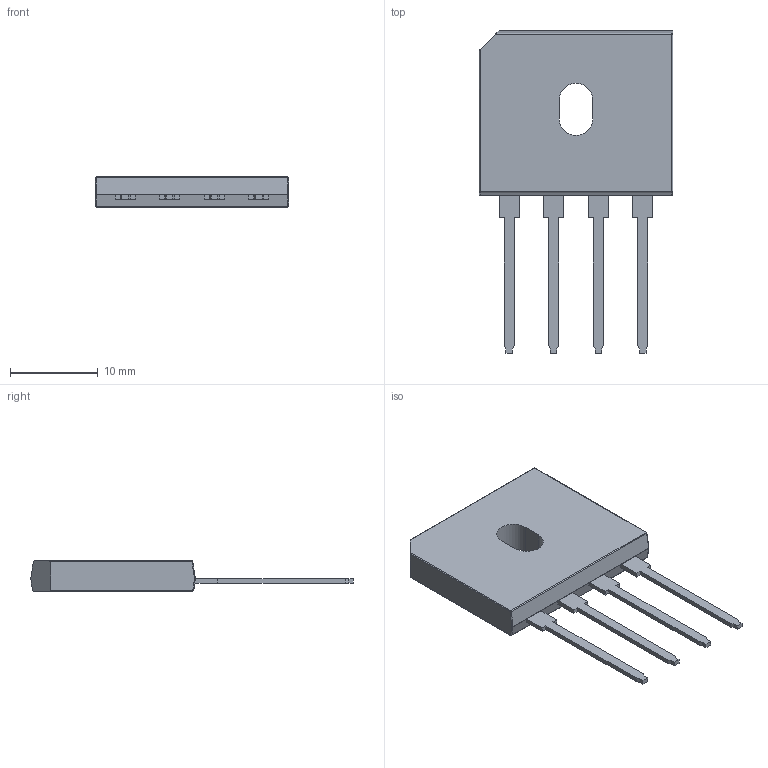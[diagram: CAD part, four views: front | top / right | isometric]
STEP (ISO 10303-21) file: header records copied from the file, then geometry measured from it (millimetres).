
FILE_DESCRIPTION (( 'STEP AP214' ), '1' );
FILE_NAME ('GBU404-K.STEP', '2022-02-11T17:23:46', ( '' ), ( '' ), 'SwSTEP 2.0', 'SolidWorks 2017', '' );
FILE_SCHEMA (( 'AUTOMOTIVE_DESIGN' ));
Length unit declared in the file: millimetre
Products named in the file (2): GBU404-K_GBU404-K; GBU404-K
Assembly tree (1 placements, depth 2):
  GBU404-K
    GBU404-K_GBU404-K
Bounding box: 22.05 x 36.8 x 3.43 mm (x, y, z)
Volume: 1373.4 mm3; surface area: 1360.7 mm2
Topology: 7 solids, 7 shells, 136 faces, 342 edges, 216 vertices
Faces by surface type: plane 105, cylinder 22, sphere 9
Entity records: 4044 total; most frequent: CARTESIAN_POINT 701, ORIENTED_EDGE 666, DIRECTION 647, EDGE_CURVE 333, LINE 289, VECTOR 289, VERTEX_POINT 213, AXIS2_PLACEMENT_3D 179
